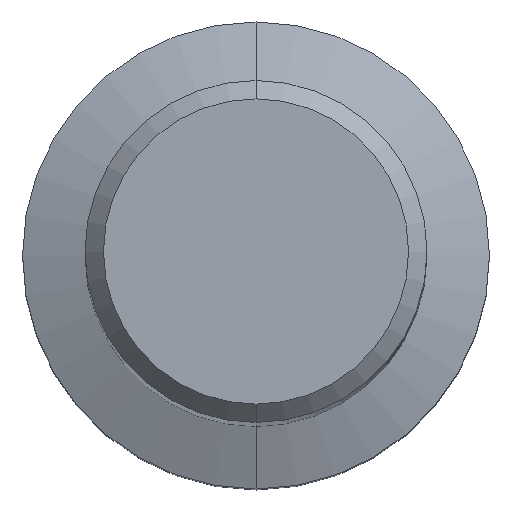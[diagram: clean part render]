
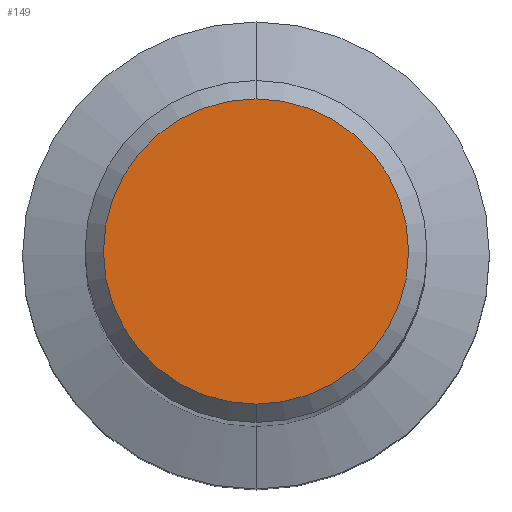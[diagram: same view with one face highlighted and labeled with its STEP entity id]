
A CAD part, top view. The second image highlights one B-rep face of the part: STEP entity #149.
In plain terms, the highlighted planar face has unit normal (0, 0, 1).
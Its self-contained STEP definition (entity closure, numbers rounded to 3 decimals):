
#149=ADVANCED_FACE('',(#352),#353,.T.);
#193=VERTEX_POINT('',#402);
#211=EDGE_CURVE('',#193,#293,#424,.T.);
#247=EDGE_CURVE('',#293,#193,#464,.T.);
#293=VERTEX_POINT('',#516);
#352=FACE_OUTER_BOUND('',#574,.T.);
#353=PLANE('',#575);
#402=CARTESIAN_POINT('',(0.,-4.15,0.0));
#424=CIRCLE('',#668,4.15);
#464=CIRCLE('',#720,4.15);
#516=CARTESIAN_POINT('',(0.0,4.15,0.0));
#574=EDGE_LOOP('',(#843,#844));
#575=AXIS2_PLACEMENT_3D('',#845,#846,#847);
#668=AXIS2_PLACEMENT_3D('',#942,#943,#944);
#720=AXIS2_PLACEMENT_3D('',#990,#991,#992);
#843=ORIENTED_EDGE('',*,*,#247,.F.);
#844=ORIENTED_EDGE('',*,*,#211,.F.);
#845=CARTESIAN_POINT('',(0.0,2.075,0.0));
#846=DIRECTION('',(-0.0,0.0,1.0));
#847=DIRECTION('',(0.0,-1.0,0.0));
#942=CARTESIAN_POINT('',(0.0,0.0,0.0));
#943=DIRECTION('',(0.0,0.0,-1.0));
#944=DIRECTION('',(0.0,1.0,0.0));
#990=CARTESIAN_POINT('',(0.0,0.0,0.0));
#991=DIRECTION('',(0.0,0.0,-1.0));
#992=DIRECTION('',(0.0,1.0,0.0));
